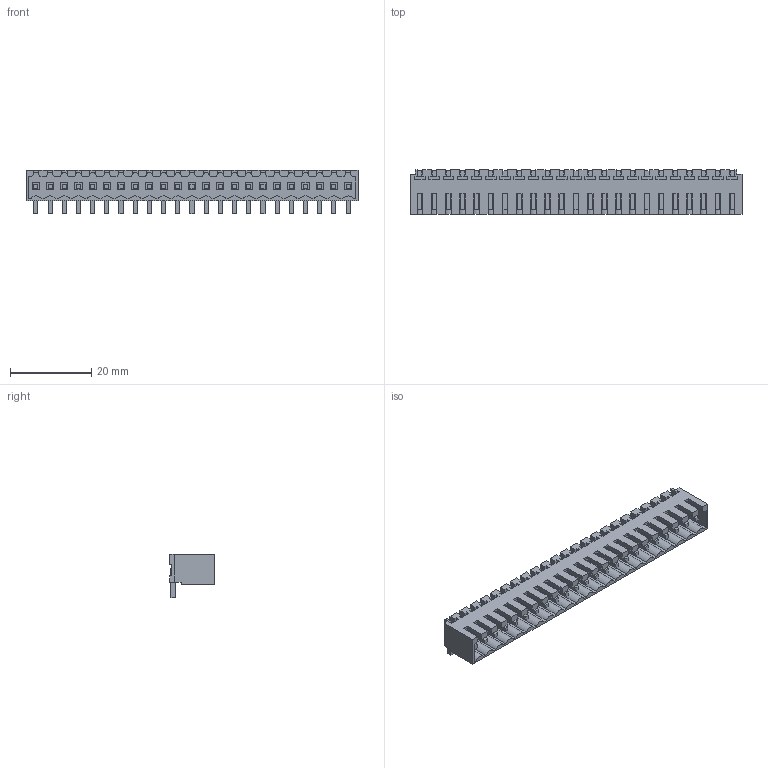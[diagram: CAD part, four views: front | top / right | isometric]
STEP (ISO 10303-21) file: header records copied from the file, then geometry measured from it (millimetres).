
FILE_DESCRIPTION(('CATIA V5 STEP Exchange','CAx-IF Rec.Pracs.--- Model Styling and Organization---1.2---2011-12-15'),'2;1');
FILE_NAME ('D1457200_0_1841840000_1841840000.stp','2018-03-10T11:10:36+00:00',('none'),('Weidmueller'),'CATIA Version 5-6 Release 2014','CATIA V5 STEP AP214','none');
FILE_SCHEMA(('AUTOMOTIVE_DESIGN { 1 0 10303 214 1 1 1 1 }'));
Length unit declared in the file: millimetre
Products named in the file (1): 1841840000
Bounding box: 81.9 x 11.05 x 10.65 mm (x, y, z)
Volume: 2729.9 mm3; surface area: 7533 mm2
Topology: 24 solids, 24 shells, 1277 faces, 3770 edges, 2564 vertices
Faces by surface type: plane 1254, cylinder 23
Entity records: 38148 total; most frequent: ORIENTED_EDGE 7540, CARTESIAN_POINT 6846, DIRECTION 4792, EDGE_CURVE 3770, VECTOR 3724, LINE 3724, VERTEX_POINT 2564, EDGE_LOOP 1346
